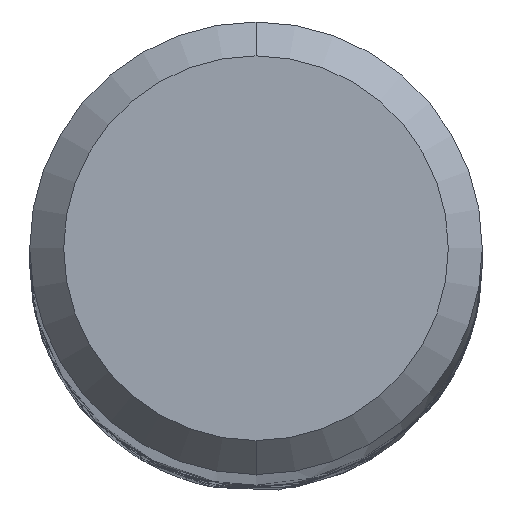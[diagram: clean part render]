
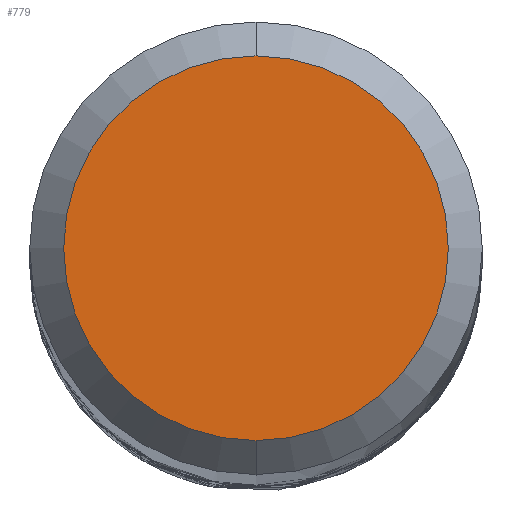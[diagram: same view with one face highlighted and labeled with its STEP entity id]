
A CAD part, top view. The second image highlights one B-rep face of the part: STEP entity #779.
In plain terms, the highlighted planar face has unit normal (0, 0, 1).
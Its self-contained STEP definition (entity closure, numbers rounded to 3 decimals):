
#465=VERTEX_POINT('',#1087);
#609=EDGE_CURVE('',#465,#773,#1247,.T.);
#657=EDGE_CURVE('',#773,#465,#1299,.T.);
#773=VERTEX_POINT('',#1420);
#779=ADVANCED_FACE('',(#1426),#1427,.T.);
#1087=CARTESIAN_POINT('',(0.,-1.7,0.0));
#1247=CIRCLE('',#5495,1.7);
#1299=CIRCLE('',#6530,1.7);
#1420=CARTESIAN_POINT('',(0.0,1.7,0.0));
#1426=FACE_OUTER_BOUND('',#7235,.T.);
#1427=PLANE('',#7236);
#5495=AXIS2_PLACEMENT_3D('',#8536,#8537,#8538);
#6530=AXIS2_PLACEMENT_3D('',#8598,#8599,#8600);
#7235=EDGE_LOOP('',(#8682,#8683));
#7236=AXIS2_PLACEMENT_3D('',#8684,#8685,#8686);
#8536=CARTESIAN_POINT('',(0.0,0.0,0.0));
#8537=DIRECTION('',(0.0,0.0,-1.0));
#8538=DIRECTION('',(0.0,1.0,0.0));
#8598=CARTESIAN_POINT('',(0.0,0.0,0.0));
#8599=DIRECTION('',(0.0,0.0,-1.0));
#8600=DIRECTION('',(0.0,1.0,0.0));
#8682=ORIENTED_EDGE('',*,*,#657,.F.);
#8683=ORIENTED_EDGE('',*,*,#609,.F.);
#8684=CARTESIAN_POINT('',(0.0,0.85,0.0));
#8685=DIRECTION('',(-0.0,0.0,1.0));
#8686=DIRECTION('',(0.0,-1.0,0.0));
